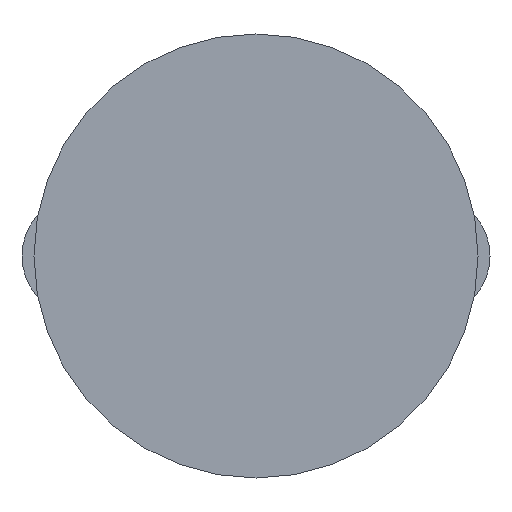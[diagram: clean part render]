
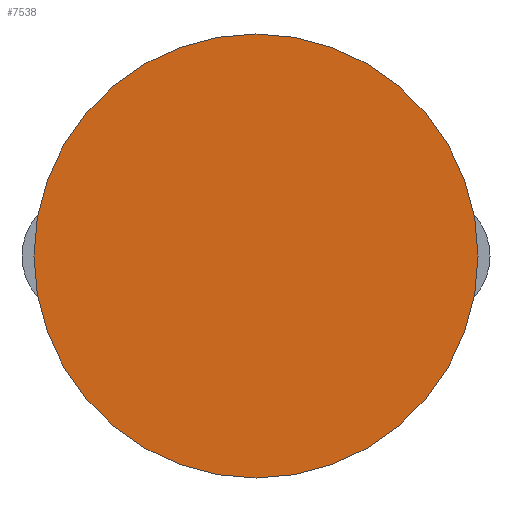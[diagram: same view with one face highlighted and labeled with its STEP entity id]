
A CAD part, front view. The second image highlights one B-rep face of the part: STEP entity #7538.
In plain terms, the highlighted planar face has unit normal (0, -1, 0).
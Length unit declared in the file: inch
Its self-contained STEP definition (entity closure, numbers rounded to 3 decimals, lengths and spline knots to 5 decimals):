
#298 = CIRCLE ( 'NONE', #10279, 1.613 ) ;
#363 = EDGE_LOOP ( 'NONE', ( #6192, #9961 ) ) ;
#1436 = VERTEX_POINT ( 'NONE', #7485 ) ;
#1963 = DIRECTION ( 'NONE',  ( 0., 0., 1. ) ) ;
#2065 = FACE_OUTER_BOUND ( 'NONE', #363, .T. ) ;
#2128 = DIRECTION ( 'NONE',  ( 0., 0., -1. ) ) ;
#2290 = DIRECTION ( 'NONE',  ( 0., 1., 0. ) ) ;
#2509 = CARTESIAN_POINT ( 'NONE',  ( 0., -3., 0. ) ) ;
#3410 = CARTESIAN_POINT ( 'NONE',  ( 0., -3., -1.613 ) ) ;
#3918 = EDGE_CURVE ( 'NONE', #1436, #8685, #4897, .T. ) ;
#4897 = CIRCLE ( 'NONE', #6847, 1.613 ) ;
#5961 = EDGE_CURVE ( 'NONE', #8685, #1436, #298, .T. ) ;
#6192 = ORIENTED_EDGE ( 'NONE', *, *, #3918, .F. ) ;
#6838 = PLANE ( 'NONE',  #11657 ) ;
#6847 = AXIS2_PLACEMENT_3D ( 'NONE', #2509, #2290, #7137 ) ;
#7137 = DIRECTION ( 'NONE',  ( 0., 0., 1. ) ) ;
#7485 = CARTESIAN_POINT ( 'NONE',  ( 0., -3., 1.613 ) ) ;
#7538 = ADVANCED_FACE ( 'NONE', ( #2065 ), #6838, .T. ) ;
#7728 = DIRECTION ( 'NONE',  ( 0., 1., 0. ) ) ;
#8685 = VERTEX_POINT ( 'NONE', #3410 ) ;
#9961 = ORIENTED_EDGE ( 'NONE', *, *, #5961, .F. ) ;
#10183 = CARTESIAN_POINT ( 'NONE',  ( 0., -3., 0. ) ) ;
#10203 = CARTESIAN_POINT ( 'NONE',  ( 0., -3., 0. ) ) ;
#10279 = AXIS2_PLACEMENT_3D ( 'NONE', #10183, #7728, #1963 ) ;
#11498 = DIRECTION ( 'NONE',  ( 0., -1., 0. ) ) ;
#11657 = AXIS2_PLACEMENT_3D ( 'NONE', #10203, #11498, #2128 ) ;
